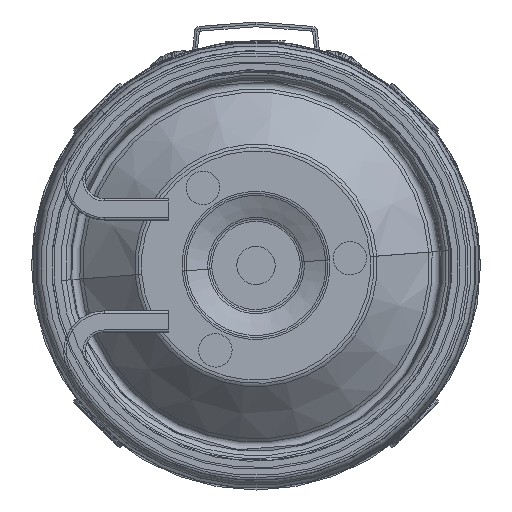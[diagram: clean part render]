
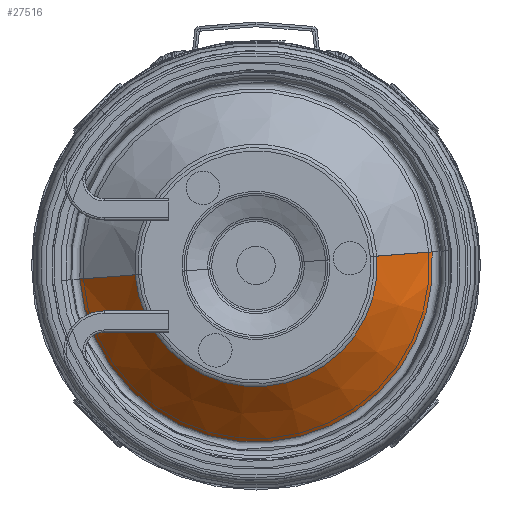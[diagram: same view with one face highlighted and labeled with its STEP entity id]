
A CAD part, front view. The second image highlights one B-rep face of the part: STEP entity #27516.
In plain terms, the highlighted conical face has half-angle 46.546 degrees and reference radius 25.375 mm.
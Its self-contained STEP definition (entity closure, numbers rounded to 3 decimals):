
#1843 = DIRECTION ( 'NONE',  ( 0., 0., 1. ) ) ;
#2890 = CONICAL_SURFACE ( 'NONE', #25329, 25.376, 0.812 ) ;
#3492 = AXIS2_PLACEMENT_3D ( 'NONE', #23271, #13634, #34936 ) ;
#3998 = CARTESIAN_POINT ( 'NONE',  ( 0., 0.548, -25.376 ) ) ;
#5623 = VERTEX_POINT ( 'NONE', #3998 ) ;
#8057 = CARTESIAN_POINT ( 'NONE',  ( 0., 0.548, 0. ) ) ;
#8092 = CARTESIAN_POINT ( 'NONE',  ( 0., 11.526, -36.962 ) ) ;
#9239 = VERTEX_POINT ( 'NONE', #8092 ) ;
#9471 = LINE ( 'NONE', #24305, #11615 ) ;
#9484 = EDGE_CURVE ( 'NONE', #5623, #9239, #9471, .T. ) ;
#10935 = CARTESIAN_POINT ( 'NONE',  ( 0., 0.548, 25.376 ) ) ;
#11615 = VECTOR ( 'NONE', #36558, 1000. ) ;
#11751 = ORIENTED_EDGE ( 'NONE', *, *, #15077, .T. ) ;
#11972 = CARTESIAN_POINT ( 'NONE',  ( 0., 0.548, 0. ) ) ;
#12175 = DIRECTION ( 'NONE',  ( 0., 1., 0. ) ) ;
#13634 = DIRECTION ( 'NONE',  ( 0., 1., 0. ) ) ;
#13724 = VERTEX_POINT ( 'NONE', #38350 ) ;
#13930 = ORIENTED_EDGE ( 'NONE', *, *, #9484, .F. ) ;
#15077 = EDGE_CURVE ( 'NONE', #29584, #13724, #38413, .T. ) ;
#17065 = FACE_OUTER_BOUND ( 'NONE', #26427, .T. ) ;
#19749 = CARTESIAN_POINT ( 'NONE',  ( 0., 0.548, 25.376 ) ) ;
#19878 = DIRECTION ( 'NONE',  ( 0., 1., 0. ) ) ;
#20346 = DIRECTION ( 'NONE',  ( 0., 0.688, 0.726 ) ) ;
#20757 = ORIENTED_EDGE ( 'NONE', *, *, #21321, .T. ) ;
#21321 = EDGE_CURVE ( 'NONE', #5623, #29584, #31259, .T. ) ;
#21686 = VECTOR ( 'NONE', #20346, 1000. ) ;
#23271 = CARTESIAN_POINT ( 'NONE',  ( 0., 11.526, 0. ) ) ;
#24305 = CARTESIAN_POINT ( 'NONE',  ( 0., 0.548, -25.376 ) ) ;
#25329 = AXIS2_PLACEMENT_3D ( 'NONE', #8057, #19878, #1843 ) ;
#26427 = EDGE_LOOP ( 'NONE', ( #13930, #20757, #11751, #26428 ) ) ;
#26428 = ORIENTED_EDGE ( 'NONE', *, *, #37298, .F. ) ;
#27516 = ADVANCED_FACE ( 'NONE', ( #17065 ), #2890, .T. ) ;
#28481 = CIRCLE ( 'NONE', #3492, 36.962 ) ;
#29584 = VERTEX_POINT ( 'NONE', #19749 ) ;
#31259 = CIRCLE ( 'NONE', #31872, 25.376 ) ;
#31872 = AXIS2_PLACEMENT_3D ( 'NONE', #11972, #12175, #39654 ) ;
#34936 = DIRECTION ( 'NONE',  ( 0., 0., 1. ) ) ;
#36558 = DIRECTION ( 'NONE',  ( 0., 0.688, -0.726 ) ) ;
#37298 = EDGE_CURVE ( 'NONE', #9239, #13724, #28481, .T. ) ;
#38350 = CARTESIAN_POINT ( 'NONE',  ( 0., 11.526, 36.962 ) ) ;
#38413 = LINE ( 'NONE', #10935, #21686 ) ;
#39654 = DIRECTION ( 'NONE',  ( 0., 0., 1. ) ) ;
